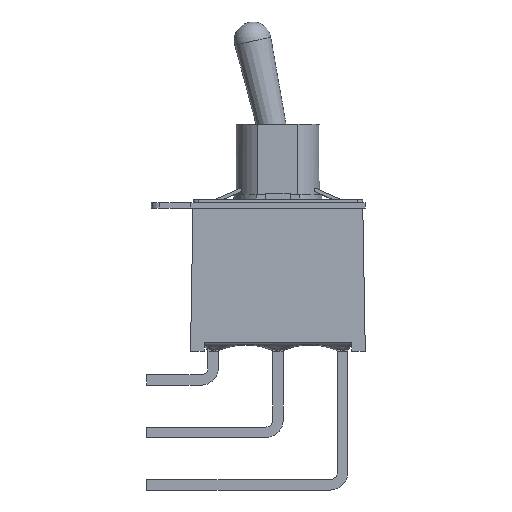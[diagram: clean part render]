
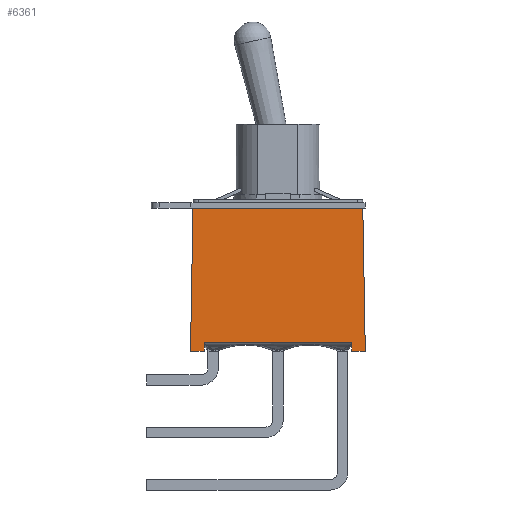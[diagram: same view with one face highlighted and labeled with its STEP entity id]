
A CAD part, front view. The second image highlights one B-rep face of the part: STEP entity #6361.
In plain terms, the highlighted planar face has unit normal (0, -1, 0.018).
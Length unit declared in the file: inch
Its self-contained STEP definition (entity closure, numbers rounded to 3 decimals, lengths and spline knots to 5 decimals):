
#5278=CARTESIAN_POINT('',(0.24285,-0.12277,0.40945));
#5279=VERTEX_POINT('',#5278);
#5294=CARTESIAN_POINT('',(-0.24285,-0.12277,0.40945));
#5295=VERTEX_POINT('',#5294);
#5302=CARTESIAN_POINT('',(0.24285,-0.12277,0.40945));
#5303=DIRECTION('',(-1.0,0.0,0.0));
#5304=VECTOR('',#5303,0.48571);
#5305=LINE('',#5302,#5304);
#5306=EDGE_CURVE('',#5279,#5295,#5305,.T.);
#5913=CARTESIAN_POINT('',(0.21063,-0.12947,0.02559));
#5914=VERTEX_POINT('',#5913);
#5915=CARTESIAN_POINT('',(0.21063,-0.12992,0.0));
#5916=VERTEX_POINT('',#5915);
#5917=CARTESIAN_POINT('',(0.21063,-0.12947,0.02559));
#5918=DIRECTION('',(0.0,-0.017,-1.));
#5919=VECTOR('',#5918,0.02559);
#5920=LINE('',#5917,#5919);
#5921=EDGE_CURVE('',#5914,#5916,#5920,.T.);
#6008=CARTESIAN_POINT('',(-0.21063,-0.12947,0.02559));
#6009=VERTEX_POINT('',#6008);
#6010=CARTESIAN_POINT('',(-0.21063,-0.12947,0.02559));
#6011=DIRECTION('',(1.0,0.0,0.0));
#6012=VECTOR('',#6011,0.42126);
#6013=LINE('',#6010,#6012);
#6014=EDGE_CURVE('',#6009,#5914,#6013,.T.);
#6191=CARTESIAN_POINT('',(-0.21063,-0.12992,0.0));
#6192=VERTEX_POINT('',#6191);
#6193=CARTESIAN_POINT('',(-0.21063,-0.12992,0.0));
#6194=DIRECTION('',(0.0,0.017,1.));
#6195=VECTOR('',#6194,0.02559);
#6196=LINE('',#6193,#6195);
#6197=EDGE_CURVE('',#6192,#6009,#6196,.T.);
#6233=CARTESIAN_POINT('',(0.25,-0.12992,0.0));
#6234=VERTEX_POINT('',#6233);
#6235=CARTESIAN_POINT('',(0.25,-0.12992,0.0));
#6236=DIRECTION('',(-0.017,0.017,1.));
#6237=VECTOR('',#6236,0.40957);
#6238=LINE('',#6235,#6237);
#6239=EDGE_CURVE('',#6234,#5279,#6238,.T.);
#6318=CARTESIAN_POINT('',(-0.25,-0.12992,0.0));
#6319=VERTEX_POINT('',#6318);
#6320=CARTESIAN_POINT('',(-0.21063,-0.12992,0.0));
#6321=DIRECTION('',(-1.0,0.0,0.0));
#6322=VECTOR('',#6321,0.03937);
#6323=LINE('',#6320,#6322);
#6324=EDGE_CURVE('',#6192,#6319,#6323,.T.);
#6336=CARTESIAN_POINT('',(-0.275,-0.12242,0.42992));
#6337=DIRECTION('',(0.,-1.,0.017));
#6338=DIRECTION('',(0.0,-0.017,-1.));
#6339=AXIS2_PLACEMENT_3D('',#6336,#6337,#6338);
#6340=PLANE('',#6339);
#6341=ORIENTED_EDGE('',*,*,#5921,.T.);
#6342=CARTESIAN_POINT('',(0.25,-0.12992,0.0));
#6343=DIRECTION('',(-1.0,0.0,0.0));
#6344=VECTOR('',#6343,0.03937);
#6345=LINE('',#6342,#6344);
#6346=EDGE_CURVE('',#6234,#5916,#6345,.T.);
#6347=ORIENTED_EDGE('',*,*,#6346,.F.);
#6348=ORIENTED_EDGE('',*,*,#6239,.T.);
#6349=ORIENTED_EDGE('',*,*,#5306,.T.);
#6350=CARTESIAN_POINT('',(-0.25,-0.12992,0.0));
#6351=DIRECTION('',(0.017,0.017,1.));
#6352=VECTOR('',#6351,0.40957);
#6353=LINE('',#6350,#6352);
#6354=EDGE_CURVE('',#6319,#5295,#6353,.T.);
#6355=ORIENTED_EDGE('',*,*,#6354,.F.);
#6356=ORIENTED_EDGE('',*,*,#6324,.F.);
#6357=ORIENTED_EDGE('',*,*,#6197,.T.);
#6358=ORIENTED_EDGE('',*,*,#6014,.T.);
#6359=EDGE_LOOP('',(#6341,#6347,#6348,#6349,#6355,#6356,#6357,#6358));
#6360=FACE_OUTER_BOUND('',#6359,.T.);
#6361=ADVANCED_FACE('',(#6360),#6340,.T.);
